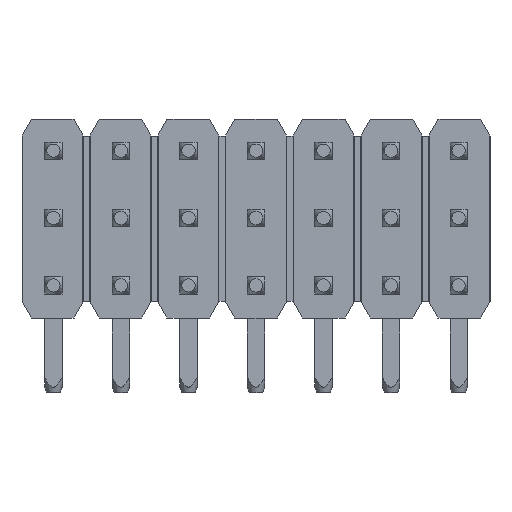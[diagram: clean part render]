
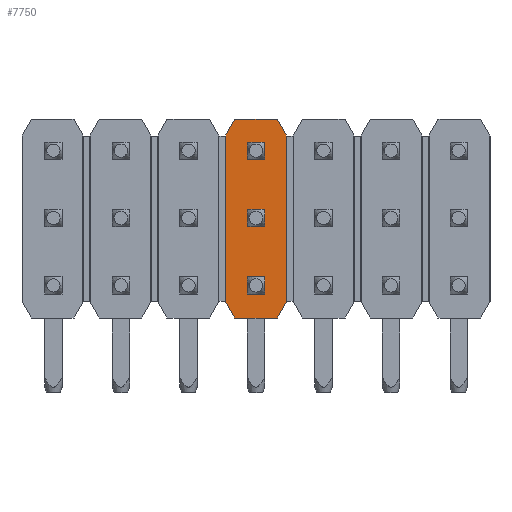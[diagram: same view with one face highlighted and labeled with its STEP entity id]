
A CAD part, front view. The second image highlights one B-rep face of the part: STEP entity #7750.
In plain terms, the highlighted planar face has unit normal (0, -1, 0).
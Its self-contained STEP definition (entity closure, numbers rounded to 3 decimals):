
#7331 = VERTEX_POINT('',#7332);
#7332 = CARTESIAN_POINT('',(-0.8,-1.3,0.));
#7338 = EDGE_CURVE('',#7331,#7339,#7341,.T.);
#7339 = VERTEX_POINT('',#7340);
#7340 = CARTESIAN_POINT('',(-1.151,-1.3,0.625));
#7341 = LINE('',#7342,#7343);
#7342 = CARTESIAN_POINT('',(-0.8,-1.3,0.));
#7343 = VECTOR('',#7344,1.);
#7344 = DIRECTION('',(-0.489,0.,0.872)
  );
#7385 = VERTEX_POINT('',#7386);
#7386 = CARTESIAN_POINT('',(-1.151,-1.3,6.825));
#7392 = EDGE_CURVE('',#7385,#7393,#7395,.T.);
#7393 = VERTEX_POINT('',#7394);
#7394 = CARTESIAN_POINT('',(-0.8,-1.3,7.45));
#7395 = LINE('',#7396,#7397);
#7396 = CARTESIAN_POINT('',(-1.151,-1.3,6.825));
#7397 = VECTOR('',#7398,1.);
#7398 = DIRECTION('',(0.489,0.,0.872)
  );
#7424 = VERTEX_POINT('',#7425);
#7425 = CARTESIAN_POINT('',(-1.131,-1.3,6.825));
#7431 = EDGE_CURVE('',#7432,#7424,#7434,.T.);
#7432 = VERTEX_POINT('',#7433);
#7433 = CARTESIAN_POINT('',(-1.131,-1.3,0.625));
#7434 = LINE('',#7435,#7436);
#7435 = CARTESIAN_POINT('',(-1.131,-1.3,0.625));
#7436 = VECTOR('',#7437,1.);
#7437 = DIRECTION('',(0.,0.,1.));
#7709 = VERTEX_POINT('',#7710);
#7710 = CARTESIAN_POINT('',(0.8,-1.3,0.));
#7716 = EDGE_CURVE('',#7709,#7331,#7717,.T.);
#7717 = LINE('',#7718,#7719);
#7718 = CARTESIAN_POINT('',(0.8,-1.3,0.));
#7719 = VECTOR('',#7720,1.);
#7720 = DIRECTION('',(-1.,0.,0.));
#7750 = ADVANCED_FACE('',(#7751,#7815,#7849,#7883),#7917,.T.);
#7751 = FACE_BOUND('',#7752,.T.);
#7752 = EDGE_LOOP('',(#7753,#7759,#7760,#7761,#7769,#7777,#7785,#7793,
    #7801,#7807,#7808,#7814));
#7753 = ORIENTED_EDGE('',*,*,#7754,.T.);
#7754 = EDGE_CURVE('',#7432,#7339,#7755,.T.);
#7755 = LINE('',#7756,#7757);
#7756 = CARTESIAN_POINT('',(-1.131,-1.3,0.625));
#7757 = VECTOR('',#7758,1.);
#7758 = DIRECTION('',(-1.,0.,0.));
#7759 = ORIENTED_EDGE('',*,*,#7338,.F.);
#7760 = ORIENTED_EDGE('',*,*,#7716,.F.);
#7761 = ORIENTED_EDGE('',*,*,#7762,.F.);
#7762 = EDGE_CURVE('',#7763,#7709,#7765,.T.);
#7763 = VERTEX_POINT('',#7764);
#7764 = CARTESIAN_POINT('',(1.151,-1.3,0.625));
#7765 = LINE('',#7766,#7767);
#7766 = CARTESIAN_POINT('',(1.151,-1.3,0.625));
#7767 = VECTOR('',#7768,1.);
#7768 = DIRECTION('',(-0.489,0.,
    -0.872));
#7769 = ORIENTED_EDGE('',*,*,#7770,.T.);
#7770 = EDGE_CURVE('',#7763,#7771,#7773,.T.);
#7771 = VERTEX_POINT('',#7772);
#7772 = CARTESIAN_POINT('',(1.131,-1.3,0.625));
#7773 = LINE('',#7774,#7775);
#7774 = CARTESIAN_POINT('',(1.411,-1.3,0.625));
#7775 = VECTOR('',#7776,1.);
#7776 = DIRECTION('',(-1.,0.,0.));
#7777 = ORIENTED_EDGE('',*,*,#7778,.T.);
#7778 = EDGE_CURVE('',#7771,#7779,#7781,.T.);
#7779 = VERTEX_POINT('',#7780);
#7780 = CARTESIAN_POINT('',(1.131,-1.3,6.825));
#7781 = LINE('',#7782,#7783);
#7782 = CARTESIAN_POINT('',(1.131,-1.3,0.625));
#7783 = VECTOR('',#7784,1.);
#7784 = DIRECTION('',(0.,0.,1.));
#7785 = ORIENTED_EDGE('',*,*,#7786,.F.);
#7786 = EDGE_CURVE('',#7787,#7779,#7789,.T.);
#7787 = VERTEX_POINT('',#7788);
#7788 = CARTESIAN_POINT('',(1.151,-1.3,6.825));
#7789 = LINE('',#7790,#7791);
#7790 = CARTESIAN_POINT('',(1.411,-1.3,6.825));
#7791 = VECTOR('',#7792,1.);
#7792 = DIRECTION('',(-1.,0.,0.));
#7793 = ORIENTED_EDGE('',*,*,#7794,.F.);
#7794 = EDGE_CURVE('',#7795,#7787,#7797,.T.);
#7795 = VERTEX_POINT('',#7796);
#7796 = CARTESIAN_POINT('',(0.8,-1.3,7.45));
#7797 = LINE('',#7798,#7799);
#7798 = CARTESIAN_POINT('',(0.8,-1.3,7.45));
#7799 = VECTOR('',#7800,1.);
#7800 = DIRECTION('',(0.489,0.,-0.872
    ));
#7801 = ORIENTED_EDGE('',*,*,#7802,.F.);
#7802 = EDGE_CURVE('',#7393,#7795,#7803,.T.);
#7803 = LINE('',#7804,#7805);
#7804 = CARTESIAN_POINT('',(-0.8,-1.3,7.45));
#7805 = VECTOR('',#7806,1.);
#7806 = DIRECTION('',(1.,0.,0.));
#7807 = ORIENTED_EDGE('',*,*,#7392,.F.);
#7808 = ORIENTED_EDGE('',*,*,#7809,.F.);
#7809 = EDGE_CURVE('',#7424,#7385,#7810,.T.);
#7810 = LINE('',#7811,#7812);
#7811 = CARTESIAN_POINT('',(-1.131,-1.3,6.825));
#7812 = VECTOR('',#7813,1.);
#7813 = DIRECTION('',(-1.,0.,0.));
#7814 = ORIENTED_EDGE('',*,*,#7431,.F.);
#7815 = FACE_BOUND('',#7816,.T.);
#7816 = EDGE_LOOP('',(#7817,#7827,#7835,#7843));
#7817 = ORIENTED_EDGE('',*,*,#7818,.T.);
#7818 = EDGE_CURVE('',#7819,#7821,#7823,.T.);
#7819 = VERTEX_POINT('',#7820);
#7820 = CARTESIAN_POINT('',(-0.325,-1.3,1.55));
#7821 = VERTEX_POINT('',#7822);
#7822 = CARTESIAN_POINT('',(0.325,-1.3,1.55));
#7823 = LINE('',#7824,#7825);
#7824 = CARTESIAN_POINT('',(-0.325,-1.3,1.55));
#7825 = VECTOR('',#7826,1.);
#7826 = DIRECTION('',(1.,0.,0.));
#7827 = ORIENTED_EDGE('',*,*,#7828,.T.);
#7828 = EDGE_CURVE('',#7821,#7829,#7831,.T.);
#7829 = VERTEX_POINT('',#7830);
#7830 = CARTESIAN_POINT('',(0.325,-1.3,0.9));
#7831 = LINE('',#7832,#7833);
#7832 = CARTESIAN_POINT('',(0.325,-1.3,1.55));
#7833 = VECTOR('',#7834,1.);
#7834 = DIRECTION('',(0.,0.,-1.));
#7835 = ORIENTED_EDGE('',*,*,#7836,.T.);
#7836 = EDGE_CURVE('',#7829,#7837,#7839,.T.);
#7837 = VERTEX_POINT('',#7838);
#7838 = CARTESIAN_POINT('',(-0.325,-1.3,0.9));
#7839 = LINE('',#7840,#7841);
#7840 = CARTESIAN_POINT('',(0.325,-1.3,0.9));
#7841 = VECTOR('',#7842,1.);
#7842 = DIRECTION('',(-1.,0.,0.));
#7843 = ORIENTED_EDGE('',*,*,#7844,.T.);
#7844 = EDGE_CURVE('',#7837,#7819,#7845,.T.);
#7845 = LINE('',#7846,#7847);
#7846 = CARTESIAN_POINT('',(-0.325,-1.3,0.9));
#7847 = VECTOR('',#7848,1.);
#7848 = DIRECTION('',(0.,0.,1.));
#7849 = FACE_BOUND('',#7850,.T.);
#7850 = EDGE_LOOP('',(#7851,#7861,#7869,#7877));
#7851 = ORIENTED_EDGE('',*,*,#7852,.T.);
#7852 = EDGE_CURVE('',#7853,#7855,#7857,.T.);
#7853 = VERTEX_POINT('',#7854);
#7854 = CARTESIAN_POINT('',(-0.325,-1.3,4.075));
#7855 = VERTEX_POINT('',#7856);
#7856 = CARTESIAN_POINT('',(0.325,-1.3,4.075));
#7857 = LINE('',#7858,#7859);
#7858 = CARTESIAN_POINT('',(-0.325,-1.3,4.075));
#7859 = VECTOR('',#7860,1.);
#7860 = DIRECTION('',(1.,0.,0.));
#7861 = ORIENTED_EDGE('',*,*,#7862,.T.);
#7862 = EDGE_CURVE('',#7855,#7863,#7865,.T.);
#7863 = VERTEX_POINT('',#7864);
#7864 = CARTESIAN_POINT('',(0.325,-1.3,3.425));
#7865 = LINE('',#7866,#7867);
#7866 = CARTESIAN_POINT('',(0.325,-1.3,4.075));
#7867 = VECTOR('',#7868,1.);
#7868 = DIRECTION('',(0.,0.,-1.));
#7869 = ORIENTED_EDGE('',*,*,#7870,.T.);
#7870 = EDGE_CURVE('',#7863,#7871,#7873,.T.);
#7871 = VERTEX_POINT('',#7872);
#7872 = CARTESIAN_POINT('',(-0.325,-1.3,3.425));
#7873 = LINE('',#7874,#7875);
#7874 = CARTESIAN_POINT('',(0.325,-1.3,3.425));
#7875 = VECTOR('',#7876,1.);
#7876 = DIRECTION('',(-1.,0.,0.));
#7877 = ORIENTED_EDGE('',*,*,#7878,.T.);
#7878 = EDGE_CURVE('',#7871,#7853,#7879,.T.);
#7879 = LINE('',#7880,#7881);
#7880 = CARTESIAN_POINT('',(-0.325,-1.3,3.425));
#7881 = VECTOR('',#7882,1.);
#7882 = DIRECTION('',(0.,0.,1.));
#7883 = FACE_BOUND('',#7884,.T.);
#7884 = EDGE_LOOP('',(#7885,#7895,#7903,#7911));
#7885 = ORIENTED_EDGE('',*,*,#7886,.T.);
#7886 = EDGE_CURVE('',#7887,#7889,#7891,.T.);
#7887 = VERTEX_POINT('',#7888);
#7888 = CARTESIAN_POINT('',(-0.325,-1.3,6.6));
#7889 = VERTEX_POINT('',#7890);
#7890 = CARTESIAN_POINT('',(0.325,-1.3,6.6));
#7891 = LINE('',#7892,#7893);
#7892 = CARTESIAN_POINT('',(-0.325,-1.3,6.6));
#7893 = VECTOR('',#7894,1.);
#7894 = DIRECTION('',(1.,0.,0.));
#7895 = ORIENTED_EDGE('',*,*,#7896,.T.);
#7896 = EDGE_CURVE('',#7889,#7897,#7899,.T.);
#7897 = VERTEX_POINT('',#7898);
#7898 = CARTESIAN_POINT('',(0.325,-1.3,5.95));
#7899 = LINE('',#7900,#7901);
#7900 = CARTESIAN_POINT('',(0.325,-1.3,6.6));
#7901 = VECTOR('',#7902,1.);
#7902 = DIRECTION('',(0.,0.,-1.));
#7903 = ORIENTED_EDGE('',*,*,#7904,.T.);
#7904 = EDGE_CURVE('',#7897,#7905,#7907,.T.);
#7905 = VERTEX_POINT('',#7906);
#7906 = CARTESIAN_POINT('',(-0.325,-1.3,5.95));
#7907 = LINE('',#7908,#7909);
#7908 = CARTESIAN_POINT('',(0.325,-1.3,5.95));
#7909 = VECTOR('',#7910,1.);
#7910 = DIRECTION('',(-1.,0.,0.));
#7911 = ORIENTED_EDGE('',*,*,#7912,.T.);
#7912 = EDGE_CURVE('',#7905,#7887,#7913,.T.);
#7913 = LINE('',#7914,#7915);
#7914 = CARTESIAN_POINT('',(-0.325,-1.3,5.95));
#7915 = VECTOR('',#7916,1.);
#7916 = DIRECTION('',(0.,0.,1.));
#7917 = PLANE('',#7918);
#7918 = AXIS2_PLACEMENT_3D('',#7919,#7920,#7921);
#7919 = CARTESIAN_POINT('',(-6.474,-1.3,0.625));
#7920 = DIRECTION('',(0.,-1.,0.));
#7921 = DIRECTION('',(0.,0.,-1.));
